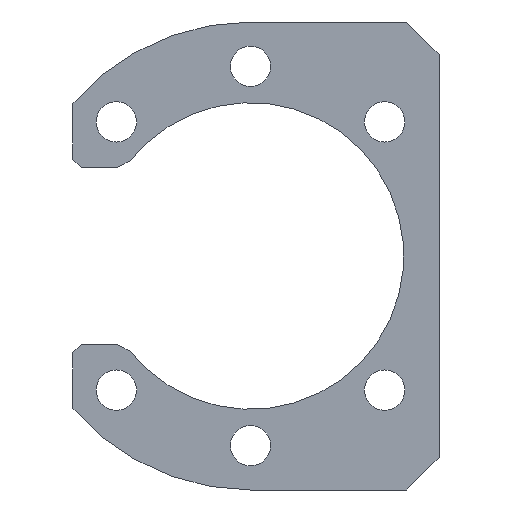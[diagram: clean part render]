
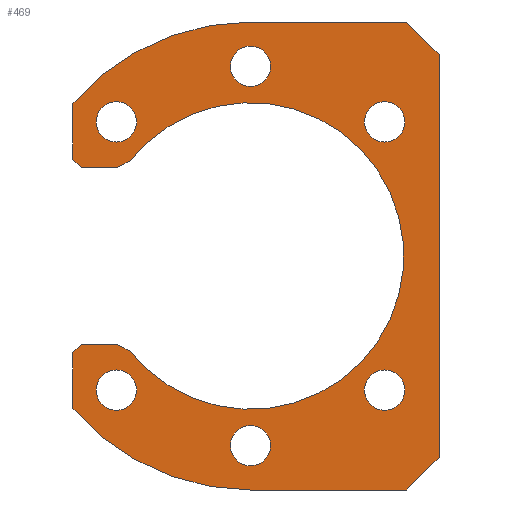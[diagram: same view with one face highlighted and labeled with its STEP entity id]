
A CAD part, front view. The second image highlights one B-rep face of the part: STEP entity #469.
In plain terms, the highlighted planar face has unit normal (0, -1, 0).
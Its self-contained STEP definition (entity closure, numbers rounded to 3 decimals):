
#24=FACE_BOUND('',#81,.T.);
#25=FACE_BOUND('',#82,.T.);
#26=FACE_BOUND('',#83,.T.);
#27=FACE_BOUND('',#84,.T.);
#28=FACE_BOUND('',#85,.T.);
#29=FACE_BOUND('',#86,.T.);
#36=CIRCLE('',#508,29.);
#37=CIRCLE('',#509,19.);
#38=CIRCLE('',#510,29.);
#39=CIRCLE('',#511,2.5);
#40=CIRCLE('',#512,2.5);
#41=CIRCLE('',#513,2.5);
#42=CIRCLE('',#514,2.5);
#43=CIRCLE('',#515,2.5);
#44=CIRCLE('',#516,2.5);
#56=FACE_OUTER_BOUND('',#80,.T.);
#80=EDGE_LOOP('',(#328,#329,#330,#331,#332,#333,#334,#335,#336,#337,#338,
#339,#340,#341,#342,#343));
#81=EDGE_LOOP('',(#344));
#82=EDGE_LOOP('',(#345));
#83=EDGE_LOOP('',(#346));
#84=EDGE_LOOP('',(#347));
#85=EDGE_LOOP('',(#348));
#86=EDGE_LOOP('',(#349));
#116=LINE('',#689,#164);
#118=LINE('',#693,#166);
#121=LINE('',#699,#169);
#122=LINE('',#701,#170);
#123=LINE('',#703,#171);
#124=LINE('',#707,#172);
#125=LINE('',#709,#173);
#126=LINE('',#711,#174);
#127=LINE('',#713,#175);
#128=LINE('',#717,#176);
#129=LINE('',#719,#177);
#130=LINE('',#721,#178);
#131=LINE('',#723,#179);
#164=VECTOR('',#553,10.);
#166=VECTOR('',#557,10.);
#169=VECTOR('',#562,10.);
#170=VECTOR('',#563,10.);
#171=VECTOR('',#564,10.);
#172=VECTOR('',#567,10.);
#173=VECTOR('',#568,10.);
#174=VECTOR('',#569,10.);
#175=VECTOR('',#570,10.);
#176=VECTOR('',#573,10.);
#177=VECTOR('',#574,10.);
#178=VECTOR('',#575,10.);
#179=VECTOR('',#576,10.);
#212=VERTEX_POINT('',#686);
#213=VERTEX_POINT('',#688);
#214=VERTEX_POINT('',#692);
#216=VERTEX_POINT('',#698);
#217=VERTEX_POINT('',#700);
#218=VERTEX_POINT('',#702);
#219=VERTEX_POINT('',#704);
#220=VERTEX_POINT('',#706);
#221=VERTEX_POINT('',#708);
#222=VERTEX_POINT('',#710);
#223=VERTEX_POINT('',#712);
#224=VERTEX_POINT('',#714);
#225=VERTEX_POINT('',#716);
#226=VERTEX_POINT('',#718);
#227=VERTEX_POINT('',#720);
#228=VERTEX_POINT('',#722);
#229=VERTEX_POINT('',#725);
#230=VERTEX_POINT('',#727);
#231=VERTEX_POINT('',#729);
#232=VERTEX_POINT('',#731);
#233=VERTEX_POINT('',#733);
#234=VERTEX_POINT('',#735);
#256=EDGE_CURVE('',#212,#213,#116,.T.);
#258=EDGE_CURVE('',#213,#214,#118,.T.);
#261=EDGE_CURVE('',#216,#212,#121,.T.);
#262=EDGE_CURVE('',#217,#216,#122,.T.);
#263=EDGE_CURVE('',#218,#217,#123,.T.);
#264=EDGE_CURVE('',#219,#218,#36,.T.);
#265=EDGE_CURVE('',#220,#219,#124,.T.);
#266=EDGE_CURVE('',#221,#220,#125,.T.);
#267=EDGE_CURVE('',#222,#221,#126,.T.);
#268=EDGE_CURVE('',#223,#222,#127,.T.);
#269=EDGE_CURVE('',#223,#224,#37,.T.);
#270=EDGE_CURVE('',#225,#224,#128,.T.);
#271=EDGE_CURVE('',#226,#225,#129,.T.);
#272=EDGE_CURVE('',#227,#226,#130,.T.);
#273=EDGE_CURVE('',#228,#227,#131,.T.);
#274=EDGE_CURVE('',#214,#228,#38,.T.);
#275=EDGE_CURVE('',#229,#229,#39,.T.);
#276=EDGE_CURVE('',#230,#230,#40,.T.);
#277=EDGE_CURVE('',#231,#231,#41,.T.);
#278=EDGE_CURVE('',#232,#232,#42,.T.);
#279=EDGE_CURVE('',#233,#233,#43,.T.);
#280=EDGE_CURVE('',#234,#234,#44,.T.);
#328=ORIENTED_EDGE('',*,*,#256,.F.);
#329=ORIENTED_EDGE('',*,*,#261,.F.);
#330=ORIENTED_EDGE('',*,*,#262,.F.);
#331=ORIENTED_EDGE('',*,*,#263,.F.);
#332=ORIENTED_EDGE('',*,*,#264,.F.);
#333=ORIENTED_EDGE('',*,*,#265,.F.);
#334=ORIENTED_EDGE('',*,*,#266,.F.);
#335=ORIENTED_EDGE('',*,*,#267,.F.);
#336=ORIENTED_EDGE('',*,*,#268,.F.);
#337=ORIENTED_EDGE('',*,*,#269,.T.);
#338=ORIENTED_EDGE('',*,*,#270,.F.);
#339=ORIENTED_EDGE('',*,*,#271,.F.);
#340=ORIENTED_EDGE('',*,*,#272,.F.);
#341=ORIENTED_EDGE('',*,*,#273,.F.);
#342=ORIENTED_EDGE('',*,*,#274,.F.);
#343=ORIENTED_EDGE('',*,*,#258,.F.);
#344=ORIENTED_EDGE('',*,*,#275,.F.);
#345=ORIENTED_EDGE('',*,*,#276,.F.);
#346=ORIENTED_EDGE('',*,*,#277,.F.);
#347=ORIENTED_EDGE('',*,*,#278,.F.);
#348=ORIENTED_EDGE('',*,*,#279,.F.);
#349=ORIENTED_EDGE('',*,*,#280,.F.);
#454=PLANE('',#507);
#469=ADVANCED_FACE('',(#56,#24,#25,#26,#27,#28,#29),#454,.F.);
#507=AXIS2_PLACEMENT_3D('',#697,#560,#561);
#508=AXIS2_PLACEMENT_3D('',#705,#565,#566);
#509=AXIS2_PLACEMENT_3D('',#715,#571,#572);
#510=AXIS2_PLACEMENT_3D('',#724,#577,#578);
#511=AXIS2_PLACEMENT_3D('',#726,#579,#580);
#512=AXIS2_PLACEMENT_3D('',#728,#581,#582);
#513=AXIS2_PLACEMENT_3D('',#730,#583,#584);
#514=AXIS2_PLACEMENT_3D('',#732,#585,#586);
#515=AXIS2_PLACEMENT_3D('',#734,#587,#588);
#516=AXIS2_PLACEMENT_3D('',#736,#589,#590);
#553=DIRECTION('',(-0.707,0.,-0.707));
#557=DIRECTION('',(-1.,0.,0.));
#560=DIRECTION('center_axis',(0.,1.,0.));
#561=DIRECTION('ref_axis',(-1.,0.,0.));
#562=DIRECTION('',(0.,0.,-1.));
#563=DIRECTION('',(0.707,0.,-0.707));
#564=DIRECTION('',(1.,0.,0.));
#565=DIRECTION('center_axis',(0.,1.,0.));
#566=DIRECTION('ref_axis',(-0.759,0.,0.652));
#567=DIRECTION('',(0.,0.,1.));
#568=DIRECTION('',(-0.707,0.,0.707));
#569=DIRECTION('',(-1.,0.,0.));
#570=DIRECTION('',(-0.894,0.,-0.447));
#571=DIRECTION('center_axis',(0.,1.,0.));
#572=DIRECTION('ref_axis',(-0.784,0.,0.621));
#573=DIRECTION('',(0.894,0.,-0.447));
#574=DIRECTION('',(1.,0.,0.));
#575=DIRECTION('',(0.707,0.,0.707));
#576=DIRECTION('',(0.,0.,1.));
#577=DIRECTION('center_axis',(0.,1.,0.));
#578=DIRECTION('ref_axis',(0.,0.,-1.));
#579=DIRECTION('center_axis',(0.,-1.,0.));
#580=DIRECTION('ref_axis',(-1.,0.,0.));
#581=DIRECTION('center_axis',(0.,-1.,0.));
#582=DIRECTION('ref_axis',(-1.,0.,0.));
#583=DIRECTION('center_axis',(0.,-1.,0.));
#584=DIRECTION('ref_axis',(-1.,0.,0.));
#585=DIRECTION('center_axis',(0.,-1.,0.));
#586=DIRECTION('ref_axis',(-1.,0.,0.));
#587=DIRECTION('center_axis',(0.,-1.,0.));
#588=DIRECTION('ref_axis',(-1.,0.,0.));
#589=DIRECTION('center_axis',(0.,-1.,0.));
#590=DIRECTION('ref_axis',(-1.,0.,0.));
#686=CARTESIAN_POINT('',(23.367,339.014,-19.775));
#688=CARTESIAN_POINT('',(19.367,339.014,-23.775));
#689=CARTESIAN_POINT('',(22.946,339.014,-20.196));
#692=CARTESIAN_POINT('',(0.,339.014,-23.775));
#693=CARTESIAN_POINT('',(23.4,339.014,-23.775));
#697=CARTESIAN_POINT('Origin',(0.684,339.014,5.225));
#698=CARTESIAN_POINT('',(23.367,339.014,30.225));
#699=CARTESIAN_POINT('',(23.367,339.014,34.225));
#700=CARTESIAN_POINT('',(19.367,339.014,34.225));
#701=CARTESIAN_POINT('',(22.946,339.014,30.646));
#702=CARTESIAN_POINT('',(0.,339.014,34.225));
#703=CARTESIAN_POINT('',(0.,339.014,34.225));
#704=CARTESIAN_POINT('',(-22.,339.014,24.12));
#705=CARTESIAN_POINT('Origin',(0.,339.014,5.225));
#706=CARTESIAN_POINT('',(-22.,339.014,17.225));
#707=CARTESIAN_POINT('',(-22.,339.014,17.225));
#708=CARTESIAN_POINT('',(-21.,339.014,16.225));
#709=CARTESIAN_POINT('',(-21.,339.014,16.225));
#710=CARTESIAN_POINT('',(-16.492,339.014,16.225));
#711=CARTESIAN_POINT('',(-16.492,339.014,16.225));
#712=CARTESIAN_POINT('',(-14.892,339.014,17.025));
#713=CARTESIAN_POINT('',(-14.892,339.014,17.025));
#714=CARTESIAN_POINT('',(-14.892,339.014,-6.575));
#715=CARTESIAN_POINT('Origin',(0.,339.014,5.225));
#716=CARTESIAN_POINT('',(-16.492,339.014,-5.775));
#717=CARTESIAN_POINT('',(-16.492,339.014,-5.775));
#718=CARTESIAN_POINT('',(-21.,339.014,-5.775));
#719=CARTESIAN_POINT('',(-21.,339.014,-5.775));
#720=CARTESIAN_POINT('',(-22.,339.014,-6.775));
#721=CARTESIAN_POINT('',(-22.,339.014,-6.775));
#722=CARTESIAN_POINT('',(-22.,339.014,-13.669));
#723=CARTESIAN_POINT('',(-22.,339.014,-13.669));
#724=CARTESIAN_POINT('Origin',(0.,339.014,5.225));
#725=CARTESIAN_POINT('',(19.117,339.014,21.842));
#726=CARTESIAN_POINT('Origin',(16.617,339.014,21.842));
#727=CARTESIAN_POINT('',(2.5,339.014,28.725));
#728=CARTESIAN_POINT('Origin',(0.,339.014,28.725));
#729=CARTESIAN_POINT('',(-14.117,339.014,21.842));
#730=CARTESIAN_POINT('Origin',(-16.617,339.014,21.842));
#731=CARTESIAN_POINT('',(19.117,339.014,-11.392));
#732=CARTESIAN_POINT('Origin',(16.617,339.014,-11.392));
#733=CARTESIAN_POINT('',(2.5,339.014,-18.275));
#734=CARTESIAN_POINT('Origin',(0.,339.014,-18.275));
#735=CARTESIAN_POINT('',(-14.117,339.014,-11.392));
#736=CARTESIAN_POINT('Origin',(-16.617,339.014,-11.392));
